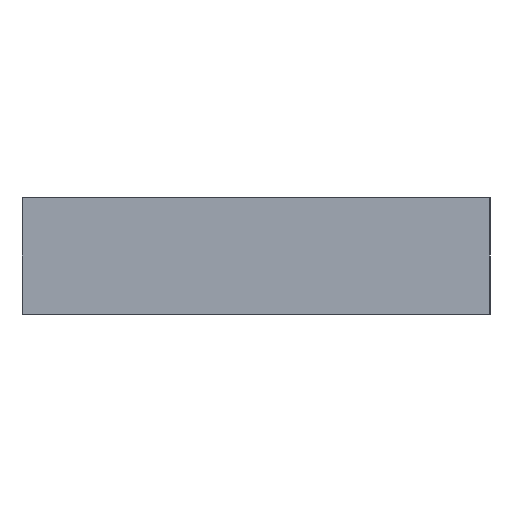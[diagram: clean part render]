
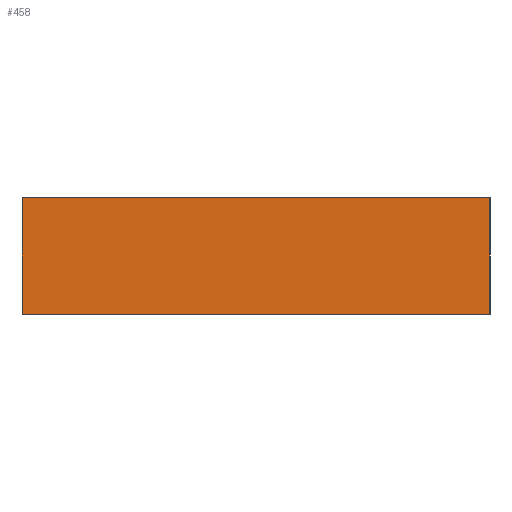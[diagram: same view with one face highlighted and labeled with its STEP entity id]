
A CAD part, left-side view. The second image highlights one B-rep face of the part: STEP entity #458.
In plain terms, the highlighted planar face has unit normal (-1, 0, 0).
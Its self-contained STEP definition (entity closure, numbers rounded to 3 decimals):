
#40=FACE_OUTER_BOUND('',#66,.T.);
#66=EDGE_LOOP('',(#379,#380,#381,#382));
#126=LINE('',#718,#186);
#127=LINE('',#721,#187);
#128=LINE('',#723,#188);
#129=LINE('',#724,#189);
#186=VECTOR('',#592,10.);
#187=VECTOR('',#595,10.);
#188=VECTOR('',#596,10.);
#189=VECTOR('',#597,10.);
#227=VERTEX_POINT('',#711);
#230=VERTEX_POINT('',#716);
#231=VERTEX_POINT('',#720);
#232=VERTEX_POINT('',#722);
#286=EDGE_CURVE('',#227,#230,#126,.T.);
#287=EDGE_CURVE('',#231,#227,#127,.T.);
#288=EDGE_CURVE('',#232,#230,#128,.T.);
#289=EDGE_CURVE('',#231,#232,#129,.T.);
#379=ORIENTED_EDGE('',*,*,#287,.T.);
#380=ORIENTED_EDGE('',*,*,#286,.T.);
#381=ORIENTED_EDGE('',*,*,#288,.F.);
#382=ORIENTED_EDGE('',*,*,#289,.F.);
#434=PLANE('',#496);
#458=ADVANCED_FACE('',(#40),#434,.T.);
#496=AXIS2_PLACEMENT_3D('',#719,#593,#594);
#592=DIRECTION('',(0.,0.,1.));
#593=DIRECTION('center_axis',(-1.,0.,0.));
#594=DIRECTION('ref_axis',(0.,-1.,0.));
#595=DIRECTION('',(0.,-1.,0.));
#596=DIRECTION('',(0.,-1.,0.));
#597=DIRECTION('',(0.,0.,1.));
#711=CARTESIAN_POINT('',(-12.,-10.,0.));
#716=CARTESIAN_POINT('',(-12.,-10.,5.));
#718=CARTESIAN_POINT('',(-12.,-10.,0.));
#719=CARTESIAN_POINT('Origin',(-12.,10.,0.));
#720=CARTESIAN_POINT('',(-12.,10.,0.));
#721=CARTESIAN_POINT('',(-12.,10.,0.));
#722=CARTESIAN_POINT('',(-12.,10.,5.));
#723=CARTESIAN_POINT('',(-12.,10.,5.));
#724=CARTESIAN_POINT('',(-12.,10.,0.));
